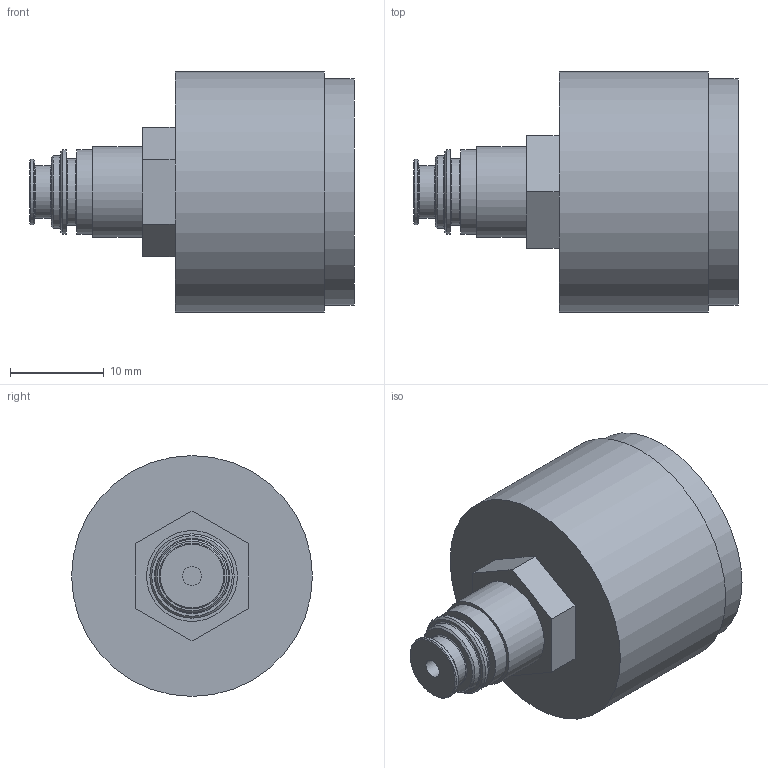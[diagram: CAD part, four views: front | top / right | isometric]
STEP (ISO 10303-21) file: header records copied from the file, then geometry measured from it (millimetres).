
FILE_DESCRIPTION(/* description */ ('STEP AP214'),/* implementation_level */ '2;1');
FILE_NAME(/* name */ '8090378_PAGN-26-10-P10-RG',/* time_stamp */ '2024-09-13T10:06:03+02:00',/* author */ ('License CC BY-ND 4.0'),/* organization */ ('CADENAS'),/* preprocessor_version */ 'ST-DEVELOPER v19.3',/* originating_system */ 'PARTsolutions',/* authorisation */ ' ');
FILE_SCHEMA (('AUTOMOTIVE_DESIGN {1 0 10303 214 3 1 1}'));
Length unit declared in the file: millimetre
Products named in the file (1): 8090378 PAGN-26-10-P10-RG
Bounding box: 34.6 x 25.7 x 25.7 mm (x, y, z)
Volume: 10828.7 mm3; surface area: 3131.2 mm2
Topology: 1 solids, 1 shells, 37 faces, 67 edges, 42 vertices
Faces by surface type: plane 18, cylinder 10, torus 5, cone 4
Full cylindrical faces by diameter (mm): 2 x1, 5.65 x1, 7 x1, 7.15 x1, 7.8 x1, 9 x2, 9.7 x1, 24.2 x1, 25.7 x1
Entity records: 832 total; most frequent: DIRECTION 152, CARTESIAN_POINT 126, ORIENTED_EDGE 94, AXIS2_PLACEMENT_3D 67, EDGE_LOOP 66, FACE_BOUND 66, EDGE_CURVE 47, VERTEX_POINT 41
